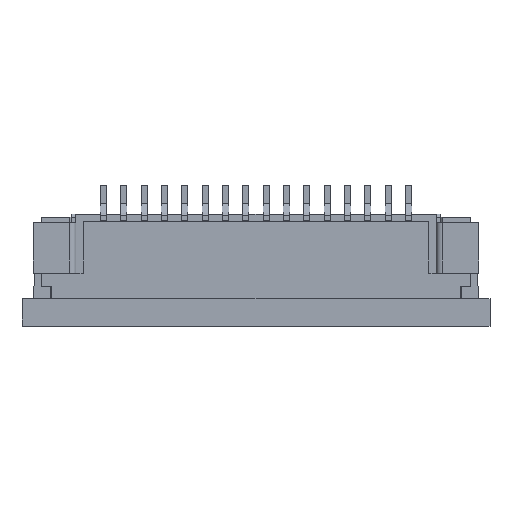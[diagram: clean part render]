
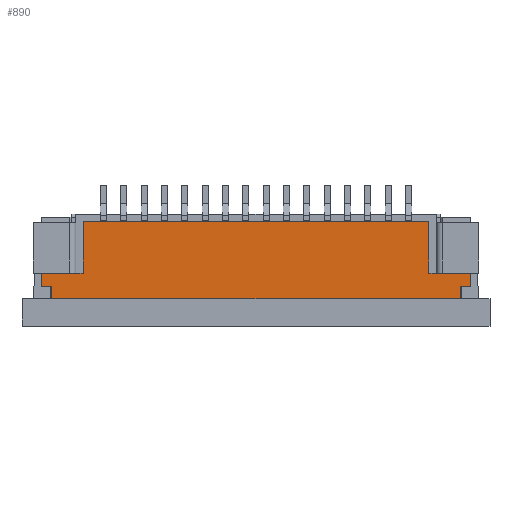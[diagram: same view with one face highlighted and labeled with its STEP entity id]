
A CAD part, top view. The second image highlights one B-rep face of the part: STEP entity #890.
In plain terms, the highlighted planar face has unit normal (0, 0, 1).
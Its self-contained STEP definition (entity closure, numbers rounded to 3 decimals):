
#890=ADVANCED_FACE('',(#4616),#4618,.T.);
#4616=FACE_BOUND('',#4617,.T.);
#4617=EDGE_LOOP('',(#7576,#7577,#7578,#7579,#7580,#7581,#7582,#7583,#7584,#7585,
#7586,#7587));
#4618=PLANE('',#4619);
#4619=AXIS2_PLACEMENT_3D('',#4620,#4621,#4622);
#4620=CARTESIAN_POINT('',(10.55,1.35,2.45));
#4621=DIRECTION('',(0.,-0.,1.));
#4622=DIRECTION('',(0.,1.,0.));
#7576=ORIENTED_EDGE('',*,*,#9845,.T.);
#7577=ORIENTED_EDGE('',*,*,#9847,.T.);
#7578=ORIENTED_EDGE('',*,*,#9848,.T.);
#7579=ORIENTED_EDGE('',*,*,#9849,.T.);
#7580=ORIENTED_EDGE('',*,*,#9850,.T.);
#7581=ORIENTED_EDGE('',*,*,#9851,.T.);
#7582=ORIENTED_EDGE('',*,*,#9852,.T.);
#7583=ORIENTED_EDGE('',*,*,#9853,.F.);
#7584=ORIENTED_EDGE('',*,*,#9854,.T.);
#7585=ORIENTED_EDGE('',*,*,#9855,.T.);
#7586=ORIENTED_EDGE('',*,*,#9788,.F.);
#7587=ORIENTED_EDGE('',*,*,#9779,.T.);
#9779=EDGE_CURVE('',#11098,#11108,#11110,.F.);
#9788=EDGE_CURVE('',#11098,#11126,#11127,.T.);
#9845=EDGE_CURVE('',#11108,#11234,#11235,.T.);
#9847=EDGE_CURVE('',#11234,#11237,#11238,.T.);
#9848=EDGE_CURVE('',#11237,#11239,#11240,.F.);
#9849=EDGE_CURVE('',#11239,#11241,#11242,.F.);
#9850=EDGE_CURVE('',#11241,#11243,#11244,.F.);
#9851=EDGE_CURVE('',#11243,#11245,#11246,.F.);
#9852=EDGE_CURVE('',#11245,#11247,#11248,.F.);
#9853=EDGE_CURVE('',#11249,#11247,#11250,.T.);
#9854=EDGE_CURVE('',#11249,#11251,#11252,.F.);
#9855=EDGE_CURVE('',#11251,#11126,#11253,.T.);
#11098=VERTEX_POINT('',#12918);
#11108=VERTEX_POINT('',#12938);
#11110=LINE('',#12942,#12943);
#11126=VERTEX_POINT('',#12976);
#11127=LINE('',#12977,#12978);
#11234=VERTEX_POINT('',#13198);
#11235=LINE('',#13199,#13200);
#11237=VERTEX_POINT('',#13205);
#11238=LINE('',#13206,#13207);
#11239=VERTEX_POINT('',#13209);
#11240=LINE('',#13210,#13211);
#11241=VERTEX_POINT('',#13213);
#11242=LINE('',#13214,#13215);
#11243=VERTEX_POINT('',#13217);
#11244=LINE('',#13218,#13219);
#11245=VERTEX_POINT('',#13221);
#11246=LINE('',#13222,#13223);
#11247=VERTEX_POINT('',#13225);
#11248=LINE('',#13226,#13227);
#11249=VERTEX_POINT('',#13229);
#11250=LINE('',#13230,#13231);
#11251=VERTEX_POINT('',#13233);
#11252=LINE('',#13234,#13235);
#11253=LINE('',#13237,#13238);
#12918=CARTESIAN_POINT('',(10.05,1.35,2.45));
#12938=CARTESIAN_POINT('',(10.05,1.95,2.45));
#12942=CARTESIAN_POINT('',(10.05,1.95,2.45));
#12943=VECTOR('',#12944,1.);
#12944=DIRECTION('',(0.,-1.,0.));
#12976=CARTESIAN_POINT('',(-10.05,1.35,2.45));
#12977=CARTESIAN_POINT('',(10.05,1.35,2.45));
#12978=VECTOR('',#12979,1.);
#12979=DIRECTION('',(-1.,0.,0.));
#13198=CARTESIAN_POINT('',(10.55,1.95,2.45));
#13199=CARTESIAN_POINT('',(10.05,1.95,2.45));
#13200=VECTOR('',#13201,1.);
#13201=DIRECTION('',(1.,0.,0.));
#13205=CARTESIAN_POINT('',(10.55,2.6,2.45));
#13206=CARTESIAN_POINT('',(10.55,1.95,2.45));
#13207=VECTOR('',#13208,1.);
#13208=DIRECTION('',(0.,1.,0.));
#13209=CARTESIAN_POINT('',(8.5,2.6,2.45));
#13210=CARTESIAN_POINT('',(8.5,2.6,2.45));
#13211=VECTOR('',#13212,1.);
#13212=DIRECTION('',(1.,0.,0.));
#13213=CARTESIAN_POINT('',(8.5,5.15,2.45));
#13214=CARTESIAN_POINT('',(8.5,5.15,2.45));
#13215=VECTOR('',#13216,1.);
#13216=DIRECTION('',(0.,-1.,0.));
#13217=CARTESIAN_POINT('',(-8.5,5.15,2.45));
#13218=CARTESIAN_POINT('',(-8.5,5.15,2.45));
#13219=VECTOR('',#13220,1.);
#13220=DIRECTION('',(1.,0.,0.));
#13221=CARTESIAN_POINT('',(-8.5,2.6,2.45));
#13222=CARTESIAN_POINT('',(-8.5,2.6,2.45));
#13223=VECTOR('',#13224,1.);
#13224=DIRECTION('',(0.,1.,0.));
#13225=CARTESIAN_POINT('',(-10.55,2.6,2.45));
#13226=CARTESIAN_POINT('',(-10.55,2.6,2.45));
#13227=VECTOR('',#13228,1.);
#13228=DIRECTION('',(1.,0.,0.));
#13229=CARTESIAN_POINT('',(-10.55,1.95,2.45));
#13230=CARTESIAN_POINT('',(-10.55,1.95,2.45));
#13231=VECTOR('',#13232,1.);
#13232=DIRECTION('',(0.,1.,0.));
#13233=CARTESIAN_POINT('',(-10.05,1.95,2.45));
#13234=CARTESIAN_POINT('',(-10.05,1.95,2.45));
#13235=VECTOR('',#13236,1.);
#13236=DIRECTION('',(-1.,0.,0.));
#13237=CARTESIAN_POINT('',(-10.05,1.95,2.45));
#13238=VECTOR('',#13239,1.);
#13239=DIRECTION('',(0.,-1.,0.));
